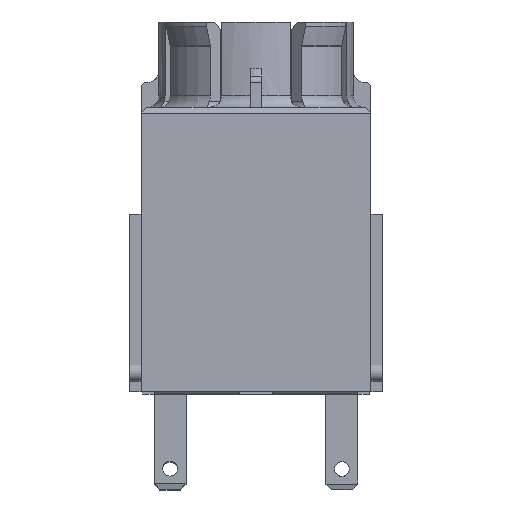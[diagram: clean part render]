
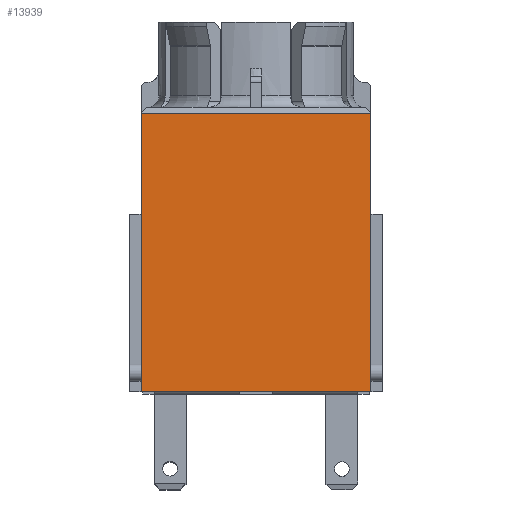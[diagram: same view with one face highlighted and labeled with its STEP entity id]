
A CAD part, front view. The second image highlights one B-rep face of the part: STEP entity #13939.
In plain terms, the highlighted planar face has unit normal (0, -1, 0).
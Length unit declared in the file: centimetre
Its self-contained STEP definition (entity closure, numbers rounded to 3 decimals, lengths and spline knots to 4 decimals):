
#1302=FACE_OUTER_BOUND('',#2026,.T.);
#2026=EDGE_LOOP('',(#9661,#9662,#9663,#9664));
#2828=LINE('',#19773,#4492);
#2829=LINE('',#19775,#4493);
#2830=LINE('',#19777,#4494);
#2831=LINE('',#19778,#4495);
#4492=VECTOR('',#15834,2.02);
#4493=VECTOR('',#15835,2.45);
#4494=VECTOR('',#15836,2.02);
#4495=VECTOR('',#15837,2.45);
#6168=VERTEX_POINT('',#19771);
#6169=VERTEX_POINT('',#19772);
#6170=VERTEX_POINT('',#19774);
#6171=VERTEX_POINT('',#19776);
#7530=EDGE_CURVE('',#6168,#6169,#2828,.T.);
#7531=EDGE_CURVE('',#6169,#6170,#2829,.T.);
#7532=EDGE_CURVE('',#6171,#6170,#2830,.T.);
#7533=EDGE_CURVE('',#6168,#6171,#2831,.T.);
#9661=ORIENTED_EDGE('',*,*,#7530,.T.);
#9662=ORIENTED_EDGE('',*,*,#7531,.T.);
#9663=ORIENTED_EDGE('',*,*,#7532,.F.);
#9664=ORIENTED_EDGE('',*,*,#7533,.F.);
#13310=PLANE('',#14706);
#13939=ADVANCED_FACE('',(#1302),#13310,.T.);
#14706=AXIS2_PLACEMENT_3D('',#19770,#15832,#15833);
#15832=DIRECTION('center_axis',(0.,-1.,0.));
#15833=DIRECTION('ref_axis',(0.,0.,
1.));
#15834=DIRECTION('',(1.,0.,0.));
#15835=DIRECTION('',(0.,0.,1.));
#15836=DIRECTION('',(1.,0.,0.));
#15837=DIRECTION('',(0.,0.,1.));
#19770=CARTESIAN_POINT('Origin',(1.01,-1.11,0.03));
#19771=CARTESIAN_POINT('',(-1.01,-1.11,0.03));
#19772=CARTESIAN_POINT('',(1.01,-1.11,0.03));
#19773=CARTESIAN_POINT('',(-1.01,-1.11,0.03));
#19774=CARTESIAN_POINT('',(1.01,-1.11,2.48));
#19775=CARTESIAN_POINT('',(1.01,-1.11,0.03));
#19776=CARTESIAN_POINT('',(-1.01,-1.11,2.48));
#19777=CARTESIAN_POINT('',(0.505,-1.11,2.48));
#19778=CARTESIAN_POINT('',(-1.01,-1.11,0.03));
